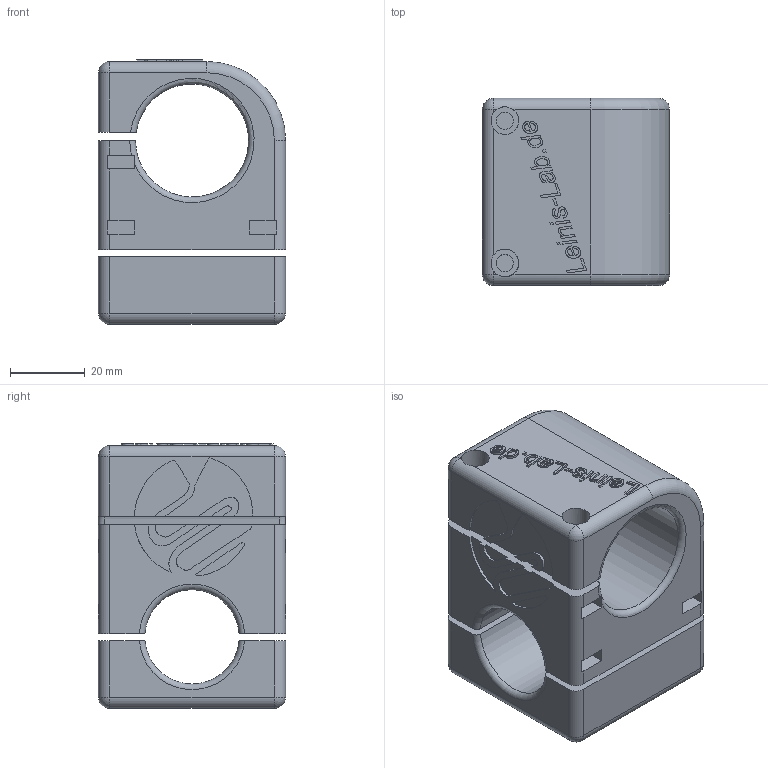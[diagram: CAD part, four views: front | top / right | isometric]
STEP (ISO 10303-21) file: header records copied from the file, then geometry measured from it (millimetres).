
FILE_DESCRIPTION(/* description */ (''),/* implementation_level */ '2;1');
FILE_NAME(/* name */ 'Download Step.step',/* time_stamp */ '2016-05-13T15:28:08+02:00',/* author */ (''),/* organization */ (''),/* preprocessor_version */ 'ST-DEVELOPER v15.2',/* originating_system */ 'Autodesk Translator Framework v2.0.0.5431',/* authorisation */ '');
FILE_SCHEMA (('AUTOMOTIVE_DESIGN { 1 0 10303 214 3 1 1 }'));
Length unit declared in the file: centimetre
Products named in the file (1): verbinder2
Bounding box: 50 x 50 x 70.7 mm (x, y, z)
Volume: 99501.5 mm3; surface area: 30310.7 mm2
Topology: 2 solids, 2 shells, 537 faces, 1502 edges, 996 vertices
Faces by surface type: plane 240, bspline 238, cylinder 45, torus 8, sphere 6
Full cylindrical faces by diameter (mm): 4.6 x18, 7.4 x6
Entity records: 18894 total; most frequent: CARTESIAN_POINT 6976, ORIENTED_EDGE 2932, DIRECTION 1676, EDGE_CURVE 1466, VERTEX_POINT 984, LINE 836, VECTOR 836, EDGE_LOOP 612
